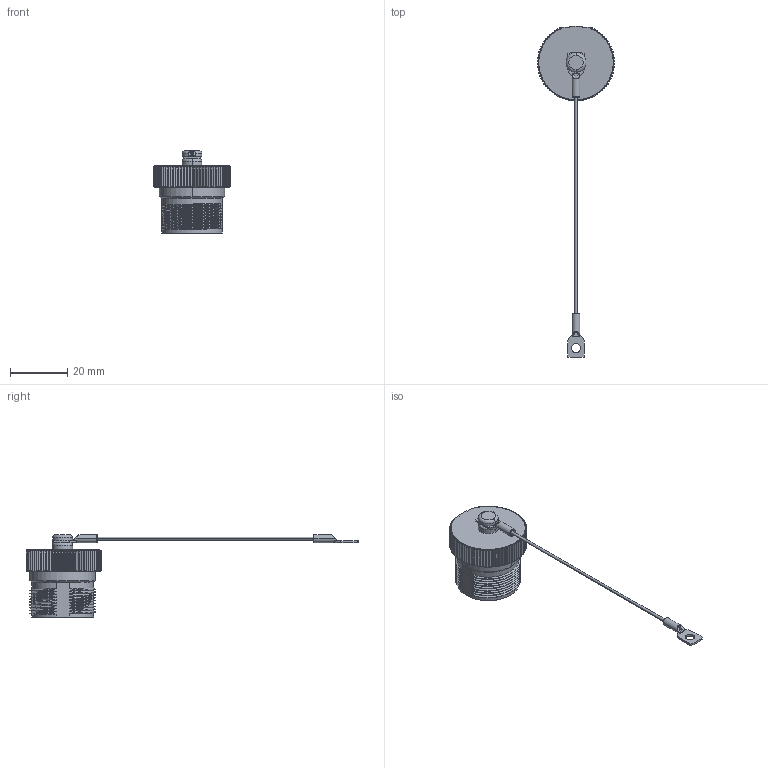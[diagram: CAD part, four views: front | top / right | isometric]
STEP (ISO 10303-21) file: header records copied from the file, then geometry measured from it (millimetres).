
FILE_DESCRIPTION(/* description */ (''),/* implementation_level */ '2;1');
FILE_NAME(/* name */ '08 1201 000 000 001_01-Schutzkappe.stp',/* time_stamp */ '2017-07-03T14:03:12+02:00',/* author */ (''),/* organization */ (''),/* preprocessor_version */ 'ST-DEVELOPER v16',/* originating_system */ 'SIEMENS PLM Software NX 11.0',/* authorisation */ '');
FILE_SCHEMA (('AUTOMOTIVE_DESIGN { 1 0 10303 214 3 1 1 1 }'));
Length unit declared in the file: millimetre
Products named in the file (1): smag1BC09891iitk
Bounding box: 26.98 x 116.27 x 28.95 mm (x, y, z)
Volume: 6821.2 mm3; surface area: 4892.7 mm2
Topology: 1 solids, 2 shells, 545 faces, 1267 edges, 736 vertices
Faces by surface type: plane 183, torus 156, cylinder 133, bspline 54, cone 19
Entity records: 25627 total; most frequent: CARTESIAN_POINT 14011, ORIENTED_EDGE 2534, DIRECTION 2247, EDGE_CURVE 1267, AXIS2_PLACEMENT_3D 928, VERTEX_POINT 736, EDGE_LOOP 559, ADVANCED_FACE 545
